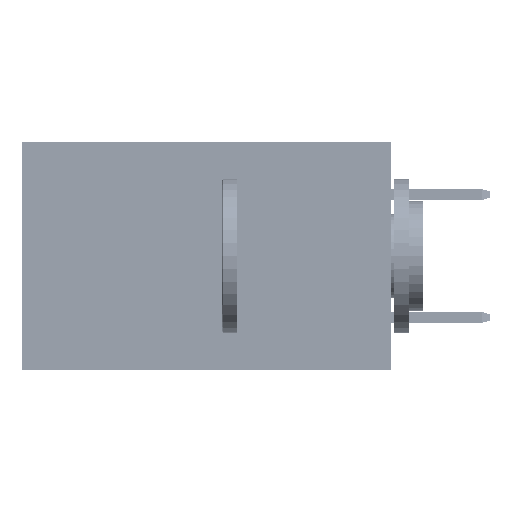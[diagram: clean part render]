
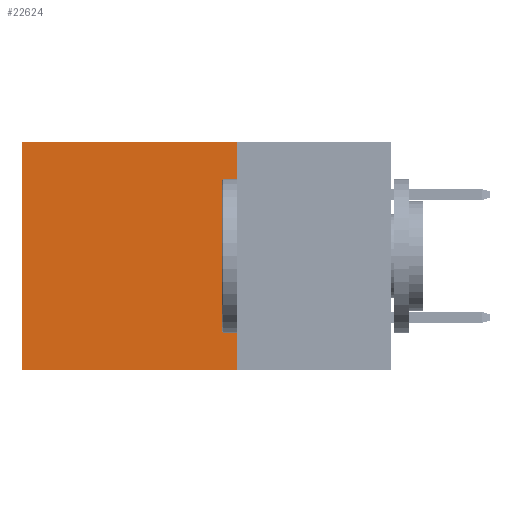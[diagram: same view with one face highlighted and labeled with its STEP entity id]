
A CAD part, left-side view. The second image highlights one B-rep face of the part: STEP entity #22624.
In plain terms, the highlighted planar face has unit normal (-1, 0, 0).
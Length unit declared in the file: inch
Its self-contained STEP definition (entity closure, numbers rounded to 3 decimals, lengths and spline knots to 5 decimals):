
#260 = CARTESIAN_POINT ( 'NONE',  ( 0.2875, 0.6, 0. ) ) ;
#334 = DIRECTION ( 'NONE',  ( 0., 0., -1. ) ) ;
#778 = VERTEX_POINT ( 'NONE', #260 ) ;
#2208 = EDGE_LOOP ( 'NONE', ( #4944, #22920, #42563, #40022 ) ) ;
#2772 = DIRECTION ( 'NONE',  ( 0., 0., -1. ) ) ;
#4267 = LINE ( 'NONE', #50742, #24456 ) ;
#4883 = LINE ( 'NONE', #51745, #47556 ) ;
#4944 = ORIENTED_EDGE ( 'NONE', *, *, #11860, .T. ) ;
#7042 = DIRECTION ( 'NONE',  ( 0., 0., -1. ) ) ;
#10023 = VECTOR ( 'NONE', #15947, 39.37008 ) ;
#10513 = CARTESIAN_POINT ( 'NONE',  ( 0.2875, 0.25, 0. ) ) ;
#10808 = LINE ( 'NONE', #22882, #22358 ) ;
#11860 = EDGE_CURVE ( 'NONE', #778, #39998, #10808, .T. ) ;
#15947 = DIRECTION ( 'NONE',  ( 0., 1., 0. ) ) ;
#22358 = VECTOR ( 'NONE', #7042, 39.37008 ) ;
#22624 = ADVANCED_FACE ( 'NONE', ( #44344 ), #40463, .F. ) ;
#22882 = CARTESIAN_POINT ( 'NONE',  ( 0.2875, 0.6, 0. ) ) ;
#22920 = ORIENTED_EDGE ( 'NONE', *, *, #32666, .F. ) ;
#24456 = VECTOR ( 'NONE', #2772, 39.37008 ) ;
#24557 = DIRECTION ( 'NONE',  ( 1., 0., 0. ) ) ;
#25288 = AXIS2_PLACEMENT_3D ( 'NONE', #36497, #24557, #334 ) ;
#31362 = LINE ( 'NONE', #43909, #10023 ) ;
#32482 = EDGE_CURVE ( 'NONE', #51472, #46333, #4267, .T. ) ;
#32666 = EDGE_CURVE ( 'NONE', #46333, #39998, #4883, .T. ) ;
#34808 = EDGE_CURVE ( 'NONE', #51472, #778, #31362, .T. ) ;
#36497 = CARTESIAN_POINT ( 'NONE',  ( 0.2875, 0.25, 0. ) ) ;
#39998 = VERTEX_POINT ( 'NONE', #51079 ) ;
#40022 = ORIENTED_EDGE ( 'NONE', *, *, #34808, .T. ) ;
#40463 = PLANE ( 'NONE',  #25288 ) ;
#42563 = ORIENTED_EDGE ( 'NONE', *, *, #32482, .F. ) ;
#43842 = DIRECTION ( 'NONE',  ( 0., 1., 0. ) ) ;
#43909 = CARTESIAN_POINT ( 'NONE',  ( 0.2875, 0.25, 0. ) ) ;
#44344 = FACE_OUTER_BOUND ( 'NONE', #2208, .T. ) ;
#46333 = VERTEX_POINT ( 'NONE', #48707 ) ;
#47556 = VECTOR ( 'NONE', #43842, 39.37008 ) ;
#48707 = CARTESIAN_POINT ( 'NONE',  ( 0.2875, 0.25, -0.37 ) ) ;
#50742 = CARTESIAN_POINT ( 'NONE',  ( 0.2875, 0.25, 0. ) ) ;
#51079 = CARTESIAN_POINT ( 'NONE',  ( 0.2875, 0.6, -0.37 ) ) ;
#51472 = VERTEX_POINT ( 'NONE', #10513 ) ;
#51745 = CARTESIAN_POINT ( 'NONE',  ( 0.2875, 0.25, -0.37 ) ) ;
